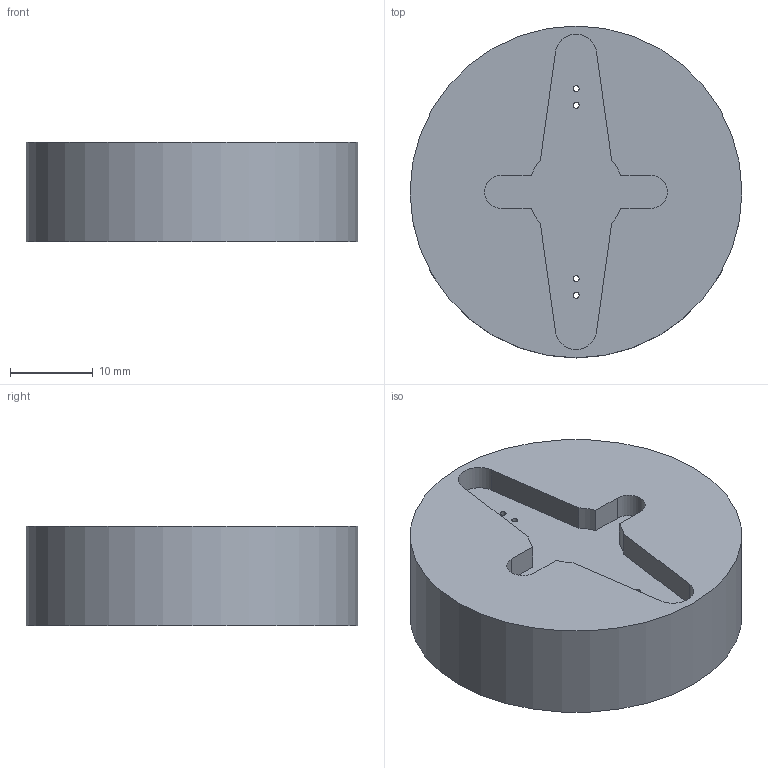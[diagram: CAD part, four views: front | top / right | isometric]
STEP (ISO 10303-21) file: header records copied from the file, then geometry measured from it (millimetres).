
FILE_DESCRIPTION(/* description */ (''),/* implementation_level */ '2;1');
FILE_NAME(/* name */ 'gripper_link_2.step',/* time_stamp */ '2025-04-20T13:28:18+01:00',/* author */ (''),/* organization */ (''),/* preprocessor_version */ 'ST-DEVELOPER v20.1',/* originating_system */ 'Autodesk Translation Framework v14.4.0.0',/* authorisation */ '');
FILE_SCHEMA (('AUTOMOTIVE_DESIGN { 1 0 10303 214 3 1 1 }'));
Length unit declared in the file: millimetre
Products named in the file (1): Gripper Link
Bounding box: 40 x 40 x 12 mm (x, y, z)
Volume: 14125.3 mm3; surface area: 4407.8 mm2
Topology: 1 solids, 1 shells, 24 faces, 63 edges, 42 vertices
Faces by surface type: cylinder 13, plane 11
Full cylindrical faces by diameter (mm): 0.729 x4, 40 x1
Entity records: 802 total; most frequent: DIRECTION 139, CARTESIAN_POINT 130, ORIENTED_EDGE 126, EDGE_CURVE 63, AXIS2_PLACEMENT_3D 51, VERTEX_POINT 42, LINE 37, VECTOR 37
